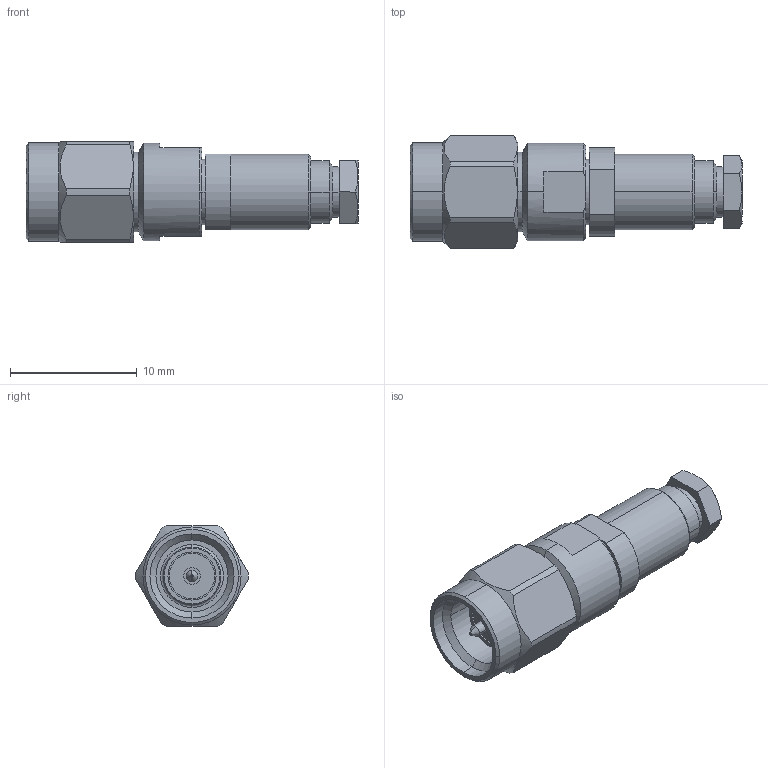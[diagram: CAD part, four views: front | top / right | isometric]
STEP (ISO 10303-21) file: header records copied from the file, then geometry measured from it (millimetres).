
FILE_DESCRIPTION (( 'STEP AP203' ), '1' );
FILE_NAME ('R125.091.000K.STEP', '2014-08-20T09:29:19', ( 'adminradiall' ), ( 'Microsoft' ), 'SwSTEP 2.0', 'SolidWorks 2014', '' );
FILE_SCHEMA (( 'CONFIG_CONTROL_DESIGN' ));
Length unit declared in the file: millimetre
Products named in the file (1): R125.091.000K
Bounding box: 26.23 x 8.9 x 7.94 mm (x, y, z)
Volume: 887.5 mm3; surface area: 887.9 mm2
Topology: 1 solids, 1 shells, 103 faces, 249 edges, 159 vertices
Faces by surface type: cylinder 38, plane 33, cone 30, torus 2
Entity records: 3203 total; most frequent: CARTESIAN_POINT 664, DIRECTION 548, ORIENTED_EDGE 498, EDGE_CURVE 249, AXIS2_PLACEMENT_3D 227, VERTEX_POINT 159, CIRCLE 123, EDGE_LOOP 114
